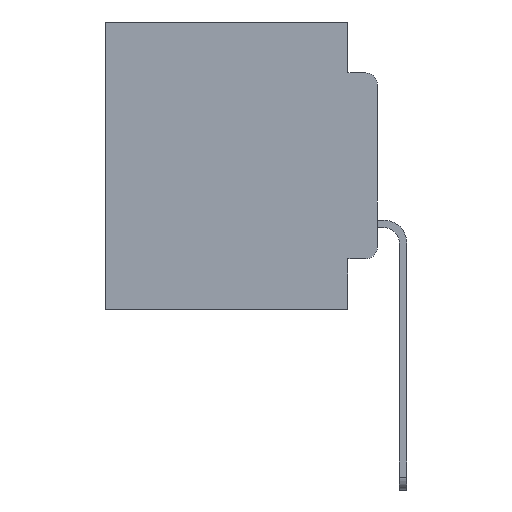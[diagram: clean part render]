
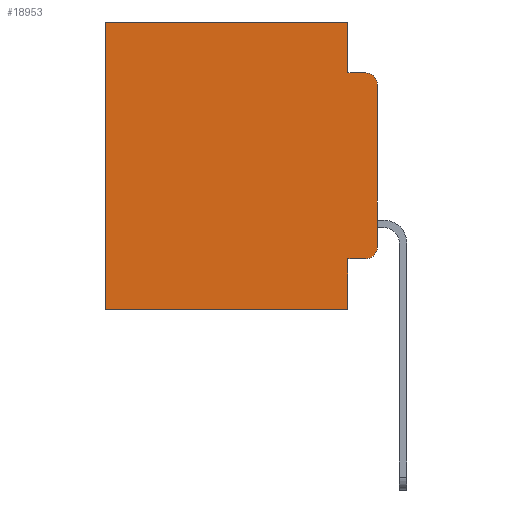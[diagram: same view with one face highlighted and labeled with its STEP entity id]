
A CAD part, left-side view. The second image highlights one B-rep face of the part: STEP entity #18953.
In plain terms, the highlighted planar face has unit normal (-1, 0, 0).
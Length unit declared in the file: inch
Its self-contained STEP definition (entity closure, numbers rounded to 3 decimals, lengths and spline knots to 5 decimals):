
#1345 = VECTOR ( 'NONE', #5475, 39.37008 ) ;
#1395 = VERTEX_POINT ( 'NONE', #24253 ) ;
#2112 = CARTESIAN_POINT ( 'NONE',  ( 0.298, 0., -0.1085 ) ) ;
#2170 = AXIS2_PLACEMENT_3D ( 'NONE', #18287, #26898, #14044 ) ;
#2712 = LINE ( 'NONE', #11724, #25273 ) ;
#2744 = CARTESIAN_POINT ( 'NONE',  ( 0.298, 0.051, 0. ) ) ;
#3370 = EDGE_LOOP ( 'NONE', ( #3389, #14067, #22225, #10998, #13204, #6661, #12602, #6328, #4752, #23124 ) ) ;
#3389 = ORIENTED_EDGE ( 'NONE', *, *, #12900, .F. ) ;
#4194 = LINE ( 'NONE', #16646, #20920 ) ;
#4244 = CARTESIAN_POINT ( 'NONE',  ( 0.298, 0.02, -0.3915 ) ) ;
#4752 = ORIENTED_EDGE ( 'NONE', *, *, #22794, .T. ) ;
#4993 = LINE ( 'NONE', #24442, #21664 ) ;
#5282 = DIRECTION ( 'NONE',  ( 0., -1., 0. ) ) ;
#5475 = DIRECTION ( 'NONE',  ( 0., 0., -1. ) ) ;
#5994 = VECTOR ( 'NONE', #21638, 39.37008 ) ;
#6328 = ORIENTED_EDGE ( 'NONE', *, *, #23323, .F. ) ;
#6472 = DIRECTION ( 'NONE',  ( 0., 0., -1. ) ) ;
#6661 = ORIENTED_EDGE ( 'NONE', *, *, #14263, .T. ) ;
#7373 = LINE ( 'NONE', #24956, #1345 ) ;
#7709 = VERTEX_POINT ( 'NONE', #27917 ) ;
#7777 = CARTESIAN_POINT ( 'NONE',  ( 0.298, 0.02, -0.1085 ) ) ;
#8016 = EDGE_CURVE ( 'NONE', #21097, #24448, #2712, .T. ) ;
#9396 = LINE ( 'NONE', #14066, #25971 ) ;
#9530 = FACE_OUTER_BOUND ( 'NONE', #3370, .T. ) ;
#9925 = CARTESIAN_POINT ( 'NONE',  ( 0.298, 0.473, 0. ) ) ;
#9978 = DIRECTION ( 'NONE',  ( 0., 0., -1. ) ) ;
#10241 = VERTEX_POINT ( 'NONE', #9925 ) ;
#10778 = CARTESIAN_POINT ( 'NONE',  ( 0.298, 0., 0. ) ) ;
#10926 = VERTEX_POINT ( 'NONE', #21146 ) ;
#10998 = ORIENTED_EDGE ( 'NONE', *, *, #14778, .F. ) ;
#11385 = AXIS2_PLACEMENT_3D ( 'NONE', #4244, #19531, #6472 ) ;
#11514 = EDGE_CURVE ( 'NONE', #15220, #24448, #24418, .T. ) ;
#11583 = DIRECTION ( 'NONE',  ( 0., -1., 0. ) ) ;
#11724 = CARTESIAN_POINT ( 'NONE',  ( 0.298, 0.051, -0.0885 ) ) ;
#11825 = LINE ( 'NONE', #10778, #5994 ) ;
#11829 = PLANE ( 'NONE',  #2170 ) ;
#11858 = DIRECTION ( 'NONE',  ( 0., 1., 0. ) ) ;
#12227 = VECTOR ( 'NONE', #11583, 39.37008 ) ;
#12602 = ORIENTED_EDGE ( 'NONE', *, *, #15598, .F. ) ;
#12900 = EDGE_CURVE ( 'NONE', #15220, #1395, #11825, .T. ) ;
#13204 = ORIENTED_EDGE ( 'NONE', *, *, #24642, .T. ) ;
#14044 = DIRECTION ( 'NONE',  ( 0., 0., -1. ) ) ;
#14066 = CARTESIAN_POINT ( 'NONE',  ( 0.298, 0., 0. ) ) ;
#14067 = ORIENTED_EDGE ( 'NONE', *, *, #11514, .T. ) ;
#14263 = EDGE_CURVE ( 'NONE', #10241, #26245, #7373, .T. ) ;
#14485 = CARTESIAN_POINT ( 'NONE',  ( 0.298, 0.051, -0.4115 ) ) ;
#14778 = EDGE_CURVE ( 'NONE', #10926, #21097, #22351, .T. ) ;
#14921 = CIRCLE ( 'NONE', #11385, 0.02 ) ;
#15220 = VERTEX_POINT ( 'NONE', #2112 ) ;
#15598 = EDGE_CURVE ( 'NONE', #7709, #26245, #4194, .T. ) ;
#15890 = VECTOR ( 'NONE', #20288, 39.37008 ) ;
#16646 = CARTESIAN_POINT ( 'NONE',  ( 0.298, 0., -0.5 ) ) ;
#18008 = DIRECTION ( 'NONE',  ( 0., 0., -1. ) ) ;
#18010 = LINE ( 'NONE', #24551, #12227 ) ;
#18287 = CARTESIAN_POINT ( 'NONE',  ( 0.298, 0., 0. ) ) ;
#18953 = ADVANCED_FACE ( 'NONE', ( #9530 ), #11829, .F. ) ;
#19400 = VERTEX_POINT ( 'NONE', #14485 ) ;
#19531 = DIRECTION ( 'NONE',  ( -1., 0., 0. ) ) ;
#20288 = DIRECTION ( 'NONE',  ( 0., 0., -1. ) ) ;
#20920 = VECTOR ( 'NONE', #27357, 39.37008 ) ;
#21097 = VERTEX_POINT ( 'NONE', #22436 ) ;
#21146 = CARTESIAN_POINT ( 'NONE',  ( 0.298, 0.051, 0. ) ) ;
#21638 = DIRECTION ( 'NONE',  ( 0., 0., -1. ) ) ;
#21664 = VECTOR ( 'NONE', #18008, 39.37008 ) ;
#22225 = ORIENTED_EDGE ( 'NONE', *, *, #8016, .F. ) ;
#22248 = VERTEX_POINT ( 'NONE', #24854 ) ;
#22351 = LINE ( 'NONE', #2744, #15890 ) ;
#22436 = CARTESIAN_POINT ( 'NONE',  ( 0.298, 0.051, -0.0885 ) ) ;
#22794 = EDGE_CURVE ( 'NONE', #19400, #22248, #18010, .T. ) ;
#22966 = DIRECTION ( 'NONE',  ( -1., 0., 0. ) ) ;
#23124 = ORIENTED_EDGE ( 'NONE', *, *, #23161, .T. ) ;
#23137 = CARTESIAN_POINT ( 'NONE',  ( 0.298, 0.473, -0.5 ) ) ;
#23161 = EDGE_CURVE ( 'NONE', #22248, #1395, #14921, .T. ) ;
#23323 = EDGE_CURVE ( 'NONE', #19400, #7709, #4993, .T. ) ;
#23769 = AXIS2_PLACEMENT_3D ( 'NONE', #7777, #22966, #9978 ) ;
#24253 = CARTESIAN_POINT ( 'NONE',  ( 0.298, 0., -0.3915 ) ) ;
#24418 = CIRCLE ( 'NONE', #23769, 0.02 ) ;
#24442 = CARTESIAN_POINT ( 'NONE',  ( 0.298, 0.051, 0. ) ) ;
#24448 = VERTEX_POINT ( 'NONE', #28219 ) ;
#24551 = CARTESIAN_POINT ( 'NONE',  ( 0.298, 0.051, -0.4115 ) ) ;
#24642 = EDGE_CURVE ( 'NONE', #10926, #10241, #9396, .T. ) ;
#24854 = CARTESIAN_POINT ( 'NONE',  ( 0.298, 0.02, -0.4115 ) ) ;
#24956 = CARTESIAN_POINT ( 'NONE',  ( 0.298, 0.473, 0. ) ) ;
#25273 = VECTOR ( 'NONE', #5282, 39.37008 ) ;
#25971 = VECTOR ( 'NONE', #11858, 39.37008 ) ;
#26245 = VERTEX_POINT ( 'NONE', #23137 ) ;
#26898 = DIRECTION ( 'NONE',  ( 1., 0., 0. ) ) ;
#27357 = DIRECTION ( 'NONE',  ( 0., 1., 0. ) ) ;
#27917 = CARTESIAN_POINT ( 'NONE',  ( 0.298, 0.051, -0.5 ) ) ;
#28219 = CARTESIAN_POINT ( 'NONE',  ( 0.298, 0.02, -0.0885 ) ) ;
